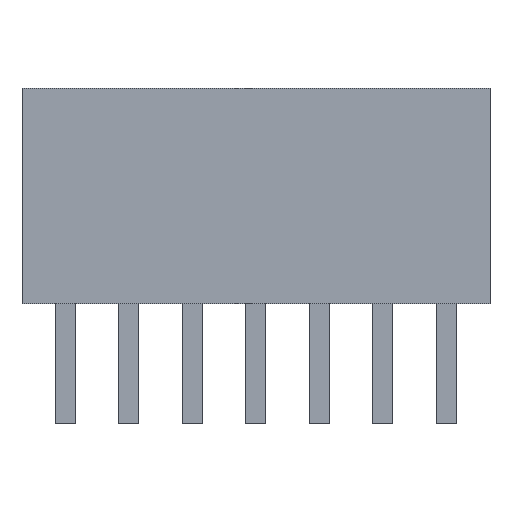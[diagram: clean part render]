
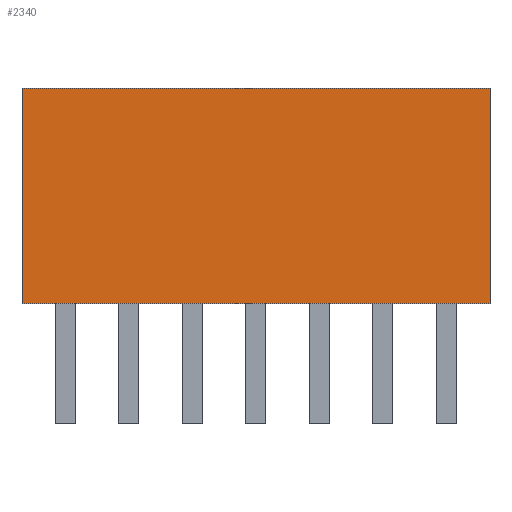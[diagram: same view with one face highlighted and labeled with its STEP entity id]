
A CAD part, top view. The second image highlights one B-rep face of the part: STEP entity #2340.
In plain terms, the highlighted planar face has unit normal (0, 0, 1).
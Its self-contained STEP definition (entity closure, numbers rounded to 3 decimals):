
#13=DIRECTION('',(1.,0.,0.));
#14=VECTOR('',#13,9.35);
#15=CARTESIAN_POINT('',(-4.675,0.,1.5));
#16=LINE('3726',#15,#14);
#285=DIRECTION('',(0.,-1.,0.));
#286=VECTOR('',#285,4.3);
#287=CARTESIAN_POINT('',(4.675,0.,1.5));
#288=LINE('3733',#287,#286);
#529=DIRECTION('',(1.,0.,0.));
#530=VECTOR('',#529,9.35);
#531=CARTESIAN_POINT('',(-4.675,-4.3,1.5));
#532=LINE('3729',#531,#530);
#537=DIRECTION('',(0.,-1.,0.));
#538=VECTOR('',#537,4.3);
#539=CARTESIAN_POINT('',(-4.675,0.,1.5));
#540=LINE('3732',#539,#538);
#1442=CARTESIAN_POINT('',(-4.675,0.,1.5));
#1444=VERTEX_POINT('',#1442);
#1445=CARTESIAN_POINT('',(4.675,0.,1.5));
#1446=VERTEX_POINT('',#1445);
#1449=CARTESIAN_POINT('',(-4.675,-4.3,1.5));
#1450=CARTESIAN_POINT('',(4.675,-4.3,1.5));
#1451=VERTEX_POINT('',#1449);
#1452=VERTEX_POINT('',#1450);
#2329=CARTESIAN_POINT('',(-4.675,0.,1.5));
#2330=DIRECTION('',(0.,0.,1.));
#2331=DIRECTION('',(1.,0.,0.));
#2332=AXIS2_PLACEMENT_3D('',#2329,#2330,#2331);
#2333=PLANE('3578',#2332);
#2334=ORIENTED_EDGE('3726',*,*,#1932,.T.);
#2335=ORIENTED_EDGE('3733',*,*,#2141,.T.);
#2336=ORIENTED_EDGE('3729',*,*,#2323,.F.);
#2337=ORIENTED_EDGE('3732',*,*,#2089,.F.);
#2338=EDGE_LOOP('3578',(#2334,#2335,#2336,#2337));
#2339=FACE_OUTER_BOUND('3578',#2338,.F.);
#2340=ADVANCED_FACE('3578',(#2339),#2333,.T.);
#1932=EDGE_CURVE('3726',#1444,#1446,#16,.T.);
#2089=EDGE_CURVE('3732',#1444,#1451,#540,.T.);
#2141=EDGE_CURVE('3733',#1446,#1452,#288,.T.);
#2323=EDGE_CURVE('3729',#1451,#1452,#532,.T.);
